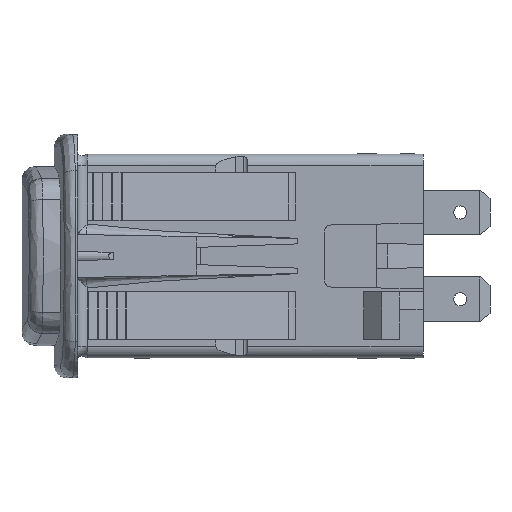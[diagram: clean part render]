
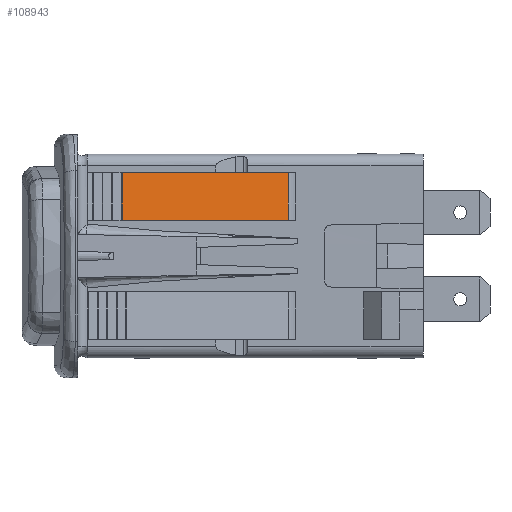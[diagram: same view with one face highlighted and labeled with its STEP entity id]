
A CAD part, left-side view. The second image highlights one B-rep face of the part: STEP entity #108943.
In plain terms, the highlighted planar face has unit normal (-0.951, -0.31, 0).
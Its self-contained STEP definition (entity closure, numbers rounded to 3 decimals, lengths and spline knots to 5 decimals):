
#40168=DIRECTION('',(-0.311,0.951,0.));
#40169=VECTOR('',#40168,0.73281);
#40170=CARTESIAN_POINT('',(-0.78744,0.56513,0.15));
#40171=LINE('',#40170,#40169);
#40232=DIRECTION('',(-0.311,0.951,0.));
#40233=VECTOR('',#40232,0.73281);
#40234=CARTESIAN_POINT('',(-0.78744,0.56513,0.35));
#40235=LINE('',#40234,#40233);
#40307=DIRECTION('',(0.,0.,1.));
#40308=VECTOR('',#40307,0.2);
#40309=CARTESIAN_POINT('',(-0.78744,0.56513,0.15));
#40310=LINE('',#40309,#40308);
#40320=DIRECTION('',(0.,0.,1.));
#40321=VECTOR('',#40320,0.2);
#40322=CARTESIAN_POINT('',(-1.015,1.26172,0.15));
#40323=LINE('',#40322,#40321);
#62682=CARTESIAN_POINT('',(-1.015,1.26172,0.15));
#62683=CARTESIAN_POINT('',(-1.015,1.26172,0.35));
#62684=VERTEX_POINT('',#62682);
#62685=VERTEX_POINT('',#62683);
#62690=CARTESIAN_POINT('',(-0.78744,0.56513,0.15));
#62691=CARTESIAN_POINT('',(-0.78744,0.56513,0.35));
#62692=VERTEX_POINT('',#62690);
#62693=VERTEX_POINT('',#62691);
#108931=CARTESIAN_POINT('',(-0.7825,0.55,0.15));
#108932=DIRECTION('',(0.951,0.311,0.));
#108933=DIRECTION('',(-0.311,0.951,0.));
#108934=AXIS2_PLACEMENT_3D('',#108931,#108932,#108933);
#108935=PLANE('',#108934);
#108936=ORIENTED_EDGE('',*,*,#108925,.F.);
#108937=ORIENTED_EDGE('',*,*,#108779,.T.);
#108939=ORIENTED_EDGE('',*,*,#108938,.T.);
#108940=ORIENTED_EDGE('',*,*,#108843,.F.);
#108941=EDGE_LOOP('',(#108936,#108937,#108939,#108940));
#108942=FACE_OUTER_BOUND('',#108941,.F.);
#108779=EDGE_CURVE('',#62692,#62684,#40171,.T.);
#108843=EDGE_CURVE('',#62693,#62685,#40235,.T.);
#108925=EDGE_CURVE('',#62692,#62693,#40310,.T.);
#108938=EDGE_CURVE('',#62684,#62685,#40323,.T.);
#108943=ADVANCED_FACE('',(#108942),#108935,.F.);
